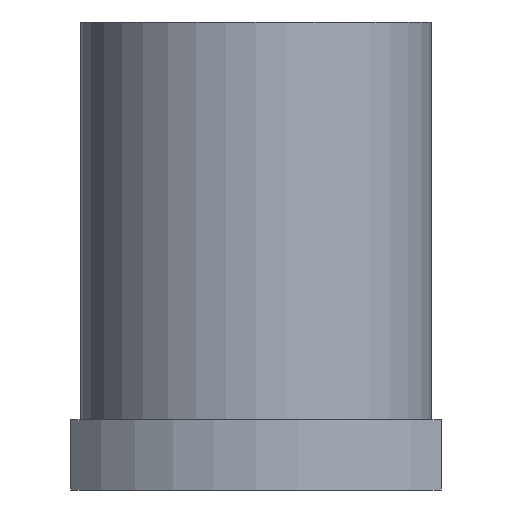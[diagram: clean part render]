
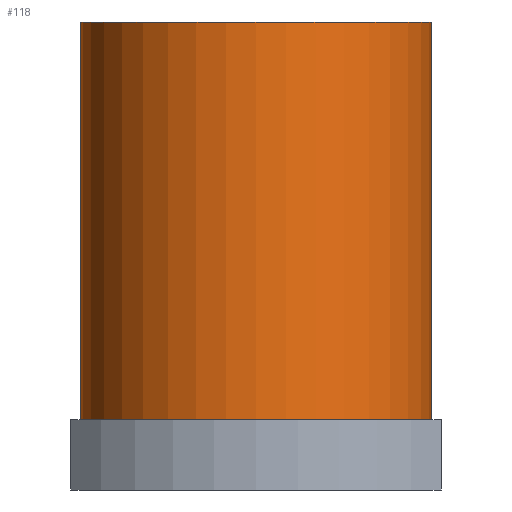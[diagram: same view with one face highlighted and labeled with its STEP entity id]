
A CAD part, left-side view. The second image highlights one B-rep face of the part: STEP entity #118.
In plain terms, the highlighted cylindrical face has radius 45 mm (diameter 90 mm), a full revolution.
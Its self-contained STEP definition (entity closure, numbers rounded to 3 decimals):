
#99=CYLINDRICAL_SURFACE('',#417,45.);
#118=ADVANCED_FACE('',(#173,#174),#99,.T.);
#173=FACE_BOUND('',#217,.T.);
#174=FACE_BOUND('',#218,.T.);
#217=EDGE_LOOP('',(#275));
#218=EDGE_LOOP('',(#276));
#275=ORIENTED_EDGE('',*,*,#352,.T.);
#276=ORIENTED_EDGE('',*,*,#362,.T.);
#324=VERTEX_POINT('',#566);
#330=VERTEX_POINT('',#585);
#352=EDGE_CURVE('',#324,#324,#382,.T.);
#362=EDGE_CURVE('',#330,#330,#386,.T.);
#382=CIRCLE('',#408,45.);
#386=CIRCLE('',#415,45.);
#408=AXIS2_PLACEMENT_3D('',#565,#473,#474);
#415=AXIS2_PLACEMENT_3D('',#584,#493,#494);
#417=AXIS2_PLACEMENT_3D('',#587,#497,#498);
#473=DIRECTION('',(0.,0.,1.));
#474=DIRECTION('',(1.,0.,0.));
#493=DIRECTION('',(0.,0.,-1.));
#494=DIRECTION('',(-1.,0.,0.));
#497=DIRECTION('',(0.,0.,1.));
#498=DIRECTION('',(1.,0.,0.));
#565=CARTESIAN_POINT('',(0.,0.,18.));
#566=CARTESIAN_POINT('',(45.,0.,18.));
#584=CARTESIAN_POINT('',(0.,0.,120.));
#585=CARTESIAN_POINT('',(-45.,0.,120.));
#587=CARTESIAN_POINT('',(0.,0.,0.));
